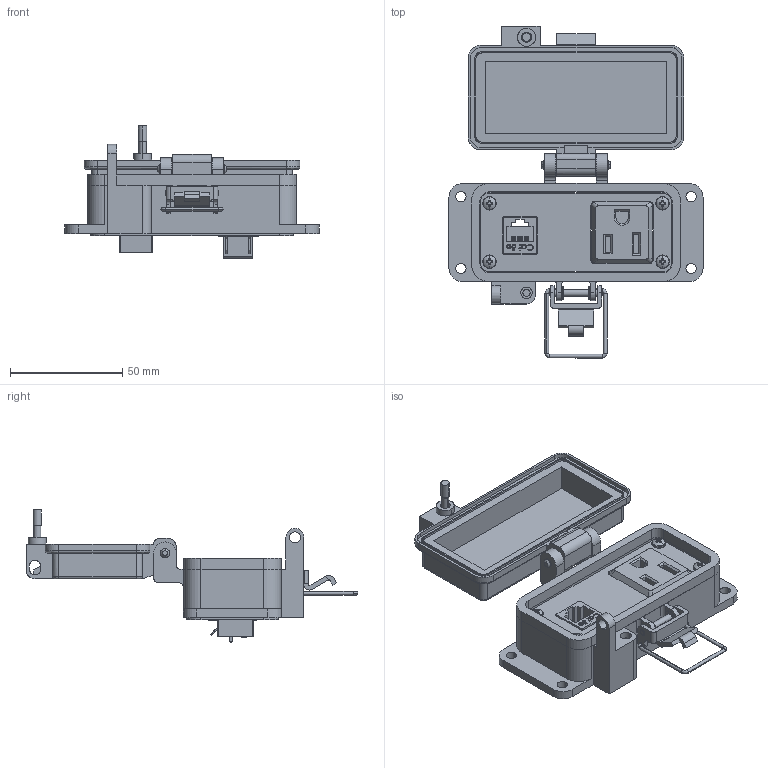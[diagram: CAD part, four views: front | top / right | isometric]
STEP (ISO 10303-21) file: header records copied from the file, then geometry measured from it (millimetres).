
FILE_DESCRIPTION (( 'STEP AP214' ), '1' );
FILE_NAME ('P-R2-F2R0_3D.STEP', '2017-08-28T19:50:08', ( '' ), ( '' ), 'SwSTEP 2.0', 'SolidWorks 2017', '' );
FILE_SCHEMA (( 'AUTOMOTIVE_DESIGN' ));
Length unit declared in the file: millimetre
Products named in the file (10): P-R2-F2R0_3D; 92005A124_METRIC PAN HEAD PHILLIPS MACHINE SCREW_92005A124; Z-H-F2; R2; Z-300-RJ45CAT5; R; Z-200-R0SQ; P-R2-F2R0_TP; P-R2-F2R0_FP; P-R2-F2R0_BP
Assembly tree (12 placements, depth 3):
  P-R2-F2R0_3D
    P-R2-F2R0_BP
    P-R2-F2R0_FP
    P-R2-F2R0_TP
    R
      Z-200-R0SQ
    R2
      Z-300-RJ45CAT5
    Z-H-F2
    92005A124_METRIC PAN HEAD PHILLIPS MACHINE SCREW_92005A124  x4
Bounding box: 113 x 147.61 x 58.8 mm (x, y, z)
Volume: 97340.9 mm3; surface area: 73691.3 mm2
Topology: 19 solids, 19 shells, 1746 faces, 4894 edges, 3238 vertices
Faces by surface type: cylinder 855, plane 666, bspline 156, cone 45, torus 16, sphere 8
Entity records: 50863 total; most frequent: CARTESIAN_POINT 17337, ORIENTED_EDGE 6632, DIRECTION 5314, EDGE_CURVE 3316, VERTEX_POINT 2191, LINE 2066, VECTOR 2066, AXIS2_PLACEMENT_3D 1624
